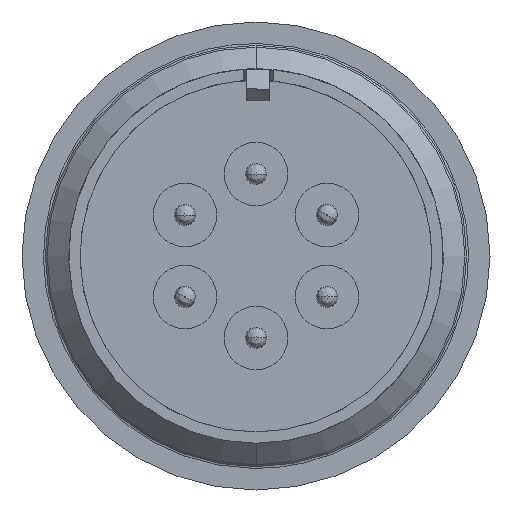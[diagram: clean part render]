
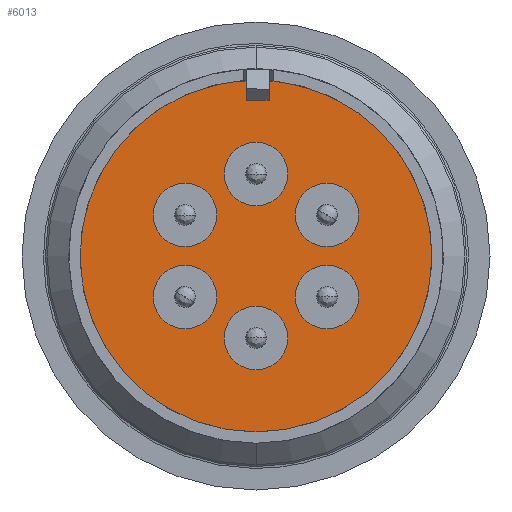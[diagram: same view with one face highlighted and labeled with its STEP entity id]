
A CAD part, front view. The second image highlights one B-rep face of the part: STEP entity #6013.
In plain terms, the highlighted planar face has unit normal (0, -1, 0).
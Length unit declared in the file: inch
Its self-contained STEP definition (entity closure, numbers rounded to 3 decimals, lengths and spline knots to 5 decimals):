
#2 = EDGE_CURVE ( 'NONE', #1218, #513, #4135, .T. ) ;
#44 = EDGE_CURVE ( 'NONE', #1266, #1029, #4180, .T. ) ;
#62 = EDGE_CURVE ( 'NONE', #957, #964, #4200, .T. ) ;
#72 = EDGE_CURVE ( 'NONE', #1264, #1131, #4212, .T. ) ;
#78 = EDGE_CURVE ( 'NONE', #1100, #876, #2774, .T. ) ;
#80 = EDGE_CURVE ( 'NONE', #1188, #1065, #2772, .T. ) ;
#81 = EDGE_CURVE ( 'NONE', #999, #1061, #2712, .T. ) ;
#322 = DIRECTION ( 'NONE',  ( 0., 0., -1. ) ) ;
#323 = DIRECTION ( 'NONE',  ( 0., -1., 0. ) ) ;
#324 = CARTESIAN_POINT ( 'NONE',  ( -0.18966, 0.39565, 0.1095 ) ) ;
#384 = DIRECTION ( 'NONE',  ( 0., 0., -1. ) ) ;
#385 = DIRECTION ( 'NONE',  ( 0., -1., 0. ) ) ;
#386 = CARTESIAN_POINT ( 'NONE',  ( 0.18966, 0.39565, 0.1095 ) ) ;
#513 = VERTEX_POINT ( 'NONE', #2027 ) ;
#876 = VERTEX_POINT ( 'NONE', #1985 ) ;
#957 = VERTEX_POINT ( 'NONE', #1932 ) ;
#964 = VERTEX_POINT ( 'NONE', #1928 ) ;
#999 = VERTEX_POINT ( 'NONE', #1921 ) ;
#1029 = VERTEX_POINT ( 'NONE', #1915 ) ;
#1061 = VERTEX_POINT ( 'NONE', #1893 ) ;
#1065 = VERTEX_POINT ( 'NONE', #1886 ) ;
#1100 = VERTEX_POINT ( 'NONE', #1857 ) ;
#1131 = VERTEX_POINT ( 'NONE', #1836 ) ;
#1188 = VERTEX_POINT ( 'NONE', #1817 ) ;
#1218 = VERTEX_POINT ( 'NONE', #3620 ) ;
#1264 = VERTEX_POINT ( 'NONE', #3591 ) ;
#1266 = VERTEX_POINT ( 'NONE', #3593 ) ;
#1338 = EDGE_CURVE ( 'NONE', #964, #957, #2649, .T. ) ;
#1355 = EDGE_CURVE ( 'NONE', #1131, #1264, #2628, .T. ) ;
#1358 = EDGE_CURVE ( 'NONE', #1065, #1188, #2853, .T. ) ;
#1362 = EDGE_CURVE ( 'NONE', #876, #1100, #2842, .T. ) ;
#1368 = EDGE_CURVE ( 'NONE', #1029, #1266, #2915, .T. ) ;
#1372 = EDGE_CURVE ( 'NONE', #513, #1218, #2869, .T. ) ;
#1725 = DIRECTION ( 'NONE',  ( 0., 0., -1. ) ) ;
#1727 = CARTESIAN_POINT ( 'NONE',  ( 0., 0.39565, -0.219 ) ) ;
#1728 = DIRECTION ( 'NONE',  ( 0., -1., 0. ) ) ;
#1805 = DIRECTION ( 'NONE',  ( 0., 0., -1. ) ) ;
#1811 = DIRECTION ( 'NONE',  ( 0., -1., 0. ) ) ;
#1814 = CARTESIAN_POINT ( 'NONE',  ( 0., 0.39565, 0.219 ) ) ;
#1817 = CARTESIAN_POINT ( 'NONE',  ( -0.27466, 0.39565, -0.1095 ) ) ;
#1836 = CARTESIAN_POINT ( 'NONE',  ( 0.18966, 0.39565, -0.1945 ) ) ;
#1857 = CARTESIAN_POINT ( 'NONE',  ( 0., 0.39565, 0.304 ) ) ;
#1886 = CARTESIAN_POINT ( 'NONE',  ( -0.10466, 0.39565, -0.1095 ) ) ;
#1893 = CARTESIAN_POINT ( 'NONE',  ( 0., 0.39565, 0.51 ) ) ;
#1915 = CARTESIAN_POINT ( 'NONE',  ( 0.18966, 0.39565, 0.0245 ) ) ;
#1921 = CARTESIAN_POINT ( 'NONE',  ( 0., 0.39565, -0.51 ) ) ;
#1928 = CARTESIAN_POINT ( 'NONE',  ( -0.18966, 0.39565, 0.0245 ) ) ;
#1932 = CARTESIAN_POINT ( 'NONE',  ( -0.18966, 0.39565, 0.1945 ) ) ;
#1940 = DIRECTION ( 'NONE',  ( 0., 0., -1. ) ) ;
#1943 = DIRECTION ( 'NONE',  ( 0., -1., 0. ) ) ;
#1951 = CARTESIAN_POINT ( 'NONE',  ( 0.18966, 0.39565, -0.1095 ) ) ;
#1985 = CARTESIAN_POINT ( 'NONE',  ( 0., 0.39565, 0.134 ) ) ;
#2027 = CARTESIAN_POINT ( 'NONE',  ( 0., 0.39565, -0.304 ) ) ;
#2068 = DIRECTION ( 'NONE',  ( 0., 0., 1. ) ) ;
#2070 = DIRECTION ( 'NONE',  ( 0., 1., 0. ) ) ;
#2071 = CARTESIAN_POINT ( 'NONE',  ( 0., 0.39565, 0. ) ) ;
#2075 = DIRECTION ( 'NONE',  ( 1., 0., 0. ) ) ;
#2076 = DIRECTION ( 'NONE',  ( 0., -1., 0. ) ) ;
#2077 = CARTESIAN_POINT ( 'NONE',  ( -0.18966, 0.39565, -0.1095 ) ) ;
#2311 = DIRECTION ( 'NONE',  ( 0., 0., 1. ) ) ;
#2312 = DIRECTION ( 'NONE',  ( 0., 1., 0. ) ) ;
#2313 = CARTESIAN_POINT ( 'NONE',  ( 0., 0.39565, 0. ) ) ;
#2515 = AXIS2_PLACEMENT_3D ( 'NONE', #386, #385, #384 ) ;
#2528 = AXIS2_PLACEMENT_3D ( 'NONE', #324, #323, #322 ) ;
#2536 = AXIS2_PLACEMENT_3D ( 'NONE', #1951, #1943, #1940 ) ;
#2540 = AXIS2_PLACEMENT_3D ( 'NONE', #1814, #1811, #1805 ) ;
#2542 = AXIS2_PLACEMENT_3D ( 'NONE', #2077, #2076, #2075 ) ;
#2543 = AXIS2_PLACEMENT_3D ( 'NONE', #2071, #2070, #2068 ) ;
#2549 = AXIS2_PLACEMENT_3D ( 'NONE', #3582, #3581, #3580 ) ;
#2557 = AXIS2_PLACEMENT_3D ( 'NONE', #3524, #3523, #3522 ) ;
#2558 = AXIS2_PLACEMENT_3D ( 'NONE', #3516, #3515, #3514 ) ;
#2560 = AXIS2_PLACEMENT_3D ( 'NONE', #3505, #3504, #3503 ) ;
#2563 = AXIS2_PLACEMENT_3D ( 'NONE', #3490, #3489, #3488 ) ;
#2565 = AXIS2_PLACEMENT_3D ( 'NONE', #3481, #3480, #3479 ) ;
#2628 = CIRCLE ( 'NONE', #2557, 0.085 ) ;
#2649 = CIRCLE ( 'NONE', #2549, 0.085 ) ;
#2712 = CIRCLE ( 'NONE', #2543, 0.51 ) ;
#2772 = CIRCLE ( 'NONE', #2542, 0.085 ) ;
#2774 = CIRCLE ( 'NONE', #2540, 0.085 ) ;
#2842 = CIRCLE ( 'NONE', #2560, 0.085 ) ;
#2853 = CIRCLE ( 'NONE', #2558, 0.085 ) ;
#2869 = CIRCLE ( 'NONE', #2565, 0.085 ) ;
#2915 = CIRCLE ( 'NONE', #2563, 0.085 ) ;
#3130 = FACE_BOUND ( 'NONE', #6894, .T. ) ;
#3134 = FACE_OUTER_BOUND ( 'NONE', #6862, .T. ) ;
#3138 = FACE_BOUND ( 'NONE', #6821, .T. ) ;
#3140 = FACE_BOUND ( 'NONE', #6900, .T. ) ;
#3142 = FACE_BOUND ( 'NONE', #6817, .T. ) ;
#3143 = FACE_BOUND ( 'NONE', #6833, .T. ) ;
#3144 = FACE_BOUND ( 'NONE', #6818, .T. ) ;
#3479 = DIRECTION ( 'NONE',  ( 0., 0., -1. ) ) ;
#3480 = DIRECTION ( 'NONE',  ( 0., -1., 0. ) ) ;
#3481 = CARTESIAN_POINT ( 'NONE',  ( 0., 0.39565, -0.219 ) ) ;
#3488 = DIRECTION ( 'NONE',  ( 0., 0., -1. ) ) ;
#3489 = DIRECTION ( 'NONE',  ( 0., -1., 0. ) ) ;
#3490 = CARTESIAN_POINT ( 'NONE',  ( 0.18966, 0.39565, 0.1095 ) ) ;
#3503 = DIRECTION ( 'NONE',  ( 0., 0., -1. ) ) ;
#3504 = DIRECTION ( 'NONE',  ( 0., -1., 0. ) ) ;
#3505 = CARTESIAN_POINT ( 'NONE',  ( 0., 0.39565, 0.219 ) ) ;
#3514 = DIRECTION ( 'NONE',  ( 1., 0., 0. ) ) ;
#3515 = DIRECTION ( 'NONE',  ( 0., -1., 0. ) ) ;
#3516 = CARTESIAN_POINT ( 'NONE',  ( -0.18966, 0.39565, -0.1095 ) ) ;
#3522 = DIRECTION ( 'NONE',  ( 0., 0., -1. ) ) ;
#3523 = DIRECTION ( 'NONE',  ( 0., -1., 0. ) ) ;
#3524 = CARTESIAN_POINT ( 'NONE',  ( 0.18966, 0.39565, -0.1095 ) ) ;
#3580 = DIRECTION ( 'NONE',  ( 0., 0., -1. ) ) ;
#3581 = DIRECTION ( 'NONE',  ( 0., -1., 0. ) ) ;
#3582 = CARTESIAN_POINT ( 'NONE',  ( -0.18966, 0.39565, 0.1095 ) ) ;
#3591 = CARTESIAN_POINT ( 'NONE',  ( 0.18966, 0.39565, -0.0245 ) ) ;
#3593 = CARTESIAN_POINT ( 'NONE',  ( 0.18966, 0.39565, 0.1945 ) ) ;
#3620 = CARTESIAN_POINT ( 'NONE',  ( 0., 0.39565, -0.134 ) ) ;
#3638 = ORIENTED_EDGE ( 'NONE', *, *, #1368, .F. ) ;
#3641 = ORIENTED_EDGE ( 'NONE', *, *, #44, .F. ) ;
#3642 = ORIENTED_EDGE ( 'NONE', *, *, #1372, .F. ) ;
#3652 = ORIENTED_EDGE ( 'NONE', *, *, #6224, .F. ) ;
#3658 = ORIENTED_EDGE ( 'NONE', *, *, #1338, .F. ) ;
#3662 = ORIENTED_EDGE ( 'NONE', *, *, #62, .F. ) ;
#3670 = ORIENTED_EDGE ( 'NONE', *, *, #1358, .F. ) ;
#3676 = ORIENTED_EDGE ( 'NONE', *, *, #80, .F. ) ;
#3677 = ORIENTED_EDGE ( 'NONE', *, *, #1362, .F. ) ;
#3678 = ORIENTED_EDGE ( 'NONE', *, *, #78, .F. ) ;
#3680 = ORIENTED_EDGE ( 'NONE', *, *, #1355, .F. ) ;
#3685 = ORIENTED_EDGE ( 'NONE', *, *, #72, .F. ) ;
#3691 = ORIENTED_EDGE ( 'NONE', *, *, #81, .F. ) ;
#3701 = ORIENTED_EDGE ( 'NONE', *, *, #2, .F. ) ;
#4135 = CIRCLE ( 'NONE', #4656, 0.085 ) ;
#4180 = CIRCLE ( 'NONE', #2515, 0.085 ) ;
#4200 = CIRCLE ( 'NONE', #2528, 0.085 ) ;
#4212 = CIRCLE ( 'NONE', #2536, 0.085 ) ;
#4224 = CIRCLE ( 'NONE', #6451, 0.51 ) ;
#4656 = AXIS2_PLACEMENT_3D ( 'NONE', #1727, #1728, #1725 ) ;
#5626 = AXIS2_PLACEMENT_3D ( 'NONE', #5874, #5880, #5873 ) ;
#5873 = DIRECTION ( 'NONE',  ( 0., 0., 1. ) ) ;
#5874 = CARTESIAN_POINT ( 'NONE',  ( 0., 0.39565, 0. ) ) ;
#5876 = PLANE ( 'NONE',  #5626 ) ;
#5880 = DIRECTION ( 'NONE',  ( 0., 1., 0. ) ) ;
#6013 = ADVANCED_FACE ( 'NONE', ( #3134, #3142, #3138, #3130, #3140, #3143, #3144 ), #5876, .F. ) ;
#6224 = EDGE_CURVE ( 'NONE', #1061, #999, #4224, .T. ) ;
#6451 = AXIS2_PLACEMENT_3D ( 'NONE', #2313, #2312, #2311 ) ;
#6817 = EDGE_LOOP ( 'NONE', ( #3642, #3701 ) ) ;
#6818 = EDGE_LOOP ( 'NONE', ( #3680, #3685 ) ) ;
#6821 = EDGE_LOOP ( 'NONE', ( #3638, #3641 ) ) ;
#6833 = EDGE_LOOP ( 'NONE', ( #3677, #3678 ) ) ;
#6862 = EDGE_LOOP ( 'NONE', ( #3652, #3691 ) ) ;
#6894 = EDGE_LOOP ( 'NONE', ( #3658, #3662 ) ) ;
#6900 = EDGE_LOOP ( 'NONE', ( #3670, #3676 ) ) ;
